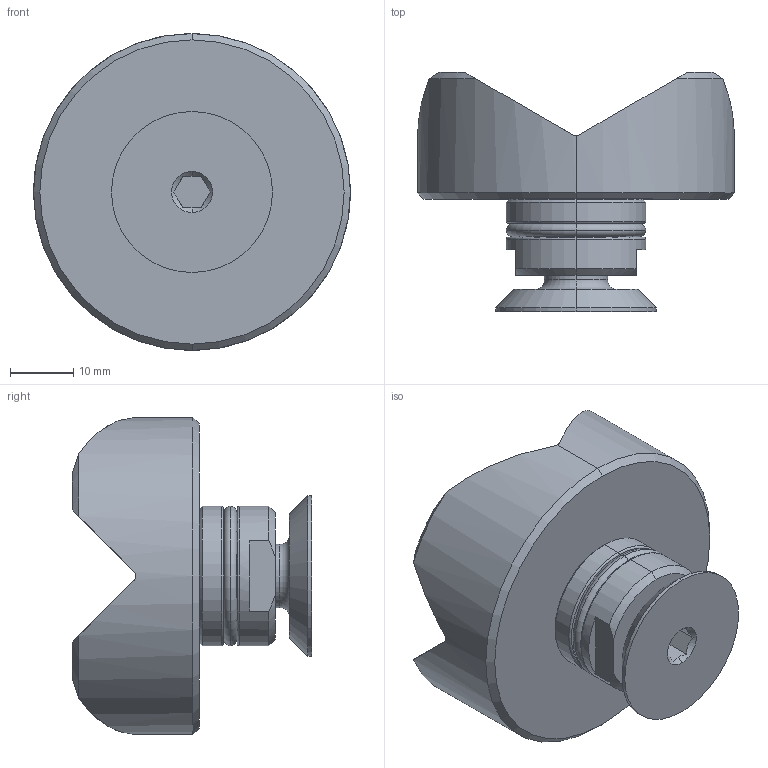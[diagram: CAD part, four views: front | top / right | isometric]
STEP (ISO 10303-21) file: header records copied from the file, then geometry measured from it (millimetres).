
FILE_DESCRIPTION (( 'STEP AP203' ), '1' );
FILE_NAME ('220645.1.step', '2016-03-24T13:25:40', ( 'User' ), ( '' ), 'SwSTEP 2.0', 'SolidWorks 2015', '' );
FILE_SCHEMA (( 'CONFIG_CONTROL_DESIGN' ));
Length unit declared in the file: millimetre
Products named in the file (5): Prisma 90_120^220645.1; 220649 Schraubbund Prisma; 220649.0 Spezialschraube; O-Ring 18x2 DIN 3771; 220645.1
Assembly tree (4 placements, depth 2):
  220645.1
    Prisma 90_120^220645.1
    220649 Schraubbund Prisma
    220649.0 Spezialschraube
    O-Ring 18x2 DIN 3771
Bounding box: 50 x 37.73 x 50 mm (x, y, z)
Volume: 33734.6 mm3; surface area: 11026.1 mm2
Topology: 4 solids, 4 shells, 93 faces, 220 edges, 136 vertices
Faces by surface type: plane 32, cone 25, cylinder 22, torus 14
Entity records: 3300 total; most frequent: CARTESIAN_POINT 678, DIRECTION 463, ORIENTED_EDGE 436, EDGE_CURVE 218, AXIS2_PLACEMENT_3D 193, VERTEX_POINT 136, EDGE_LOOP 100, CIRCLE 93
